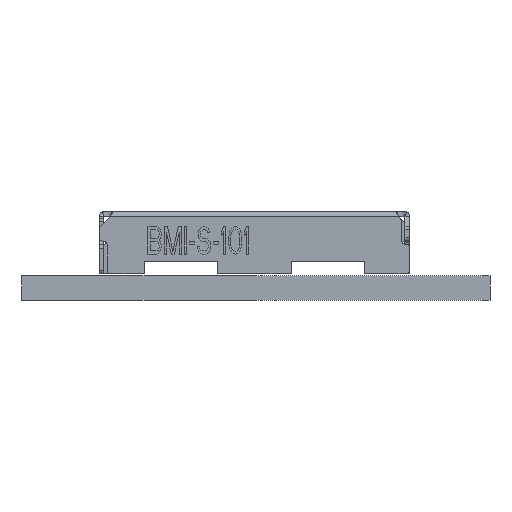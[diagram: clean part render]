
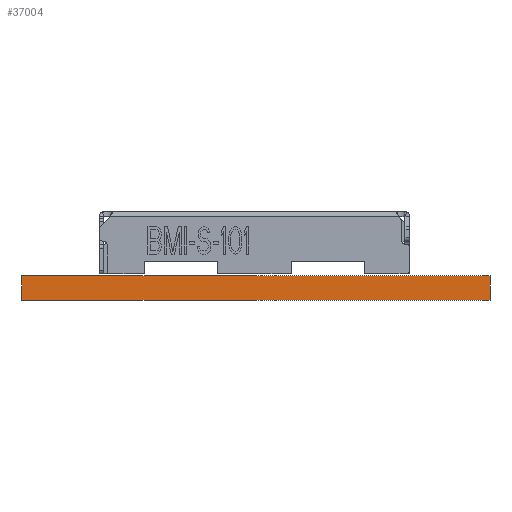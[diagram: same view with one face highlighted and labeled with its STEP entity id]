
A CAD part, front view. The second image highlights one B-rep face of the part: STEP entity #37004.
In plain terms, the highlighted planar face has unit normal (0, -1, 0).
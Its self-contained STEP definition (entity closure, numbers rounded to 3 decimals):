
#34109 = PLANE('',#34110);
#34110 = AXIS2_PLACEMENT_3D('',#34111,#34112,#34113);
#34111 = CARTESIAN_POINT('',(0.065,4.224,1.));
#34112 = DIRECTION('',(-0.,-0.,-1.));
#34113 = DIRECTION('',(-1.,0.,0.));
#34163 = PLANE('',#34164);
#34164 = AXIS2_PLACEMENT_3D('',#34165,#34166,#34167);
#34165 = CARTESIAN_POINT('',(0.065,4.224,0.));
#34166 = DIRECTION('',(-0.,-0.,-1.));
#34167 = DIRECTION('',(-1.,0.,0.));
#36891 = PLANE('',#36892);
#36892 = AXIS2_PLACEMENT_3D('',#36893,#36894,#36895);
#36893 = CARTESIAN_POINT('',(9.63,-7.6,0.));
#36894 = DIRECTION('',(1.,0.,-0.));
#36895 = DIRECTION('',(0.,-1.,0.));
#36934 = VERTEX_POINT('',#36935);
#36935 = CARTESIAN_POINT('',(9.63,-8.5,1.));
#36956 = EDGE_CURVE('',#36957,#36934,#36959,.T.);
#36957 = VERTEX_POINT('',#36958);
#36958 = CARTESIAN_POINT('',(9.63,-8.5,0.));
#36959 = SURFACE_CURVE('',#36960,(#36964,#36971),.PCURVE_S1.);
#36960 = LINE('',#36961,#36962);
#36961 = CARTESIAN_POINT('',(9.63,-8.5,0.));
#36962 = VECTOR('',#36963,1.);
#36963 = DIRECTION('',(0.,0.,1.));
#36964 = PCURVE('',#36891,#36965);
#36965 = DEFINITIONAL_REPRESENTATION('',(#36966),#36970);
#36966 = LINE('',#36967,#36968);
#36967 = CARTESIAN_POINT('',(0.9,0.));
#36968 = VECTOR('',#36969,1.);
#36969 = DIRECTION('',(0.,-1.));
#36970 = ( GEOMETRIC_REPRESENTATION_CONTEXT(2) 
PARAMETRIC_REPRESENTATION_CONTEXT() REPRESENTATION_CONTEXT('2D SPACE',''
  ) );
#36971 = PCURVE('',#36972,#36977);
#36972 = PLANE('',#36973);
#36973 = AXIS2_PLACEMENT_3D('',#36974,#36975,#36976);
#36974 = CARTESIAN_POINT('',(9.63,-8.5,0.));
#36975 = DIRECTION('',(0.,-1.,0.));
#36976 = DIRECTION('',(-1.,0.,0.));
#36977 = DEFINITIONAL_REPRESENTATION('',(#36978),#36982);
#36978 = LINE('',#36979,#36980);
#36979 = CARTESIAN_POINT('',(0.,-0.));
#36980 = VECTOR('',#36981,1.);
#36981 = DIRECTION('',(0.,-1.));
#36982 = ( GEOMETRIC_REPRESENTATION_CONTEXT(2) 
PARAMETRIC_REPRESENTATION_CONTEXT() REPRESENTATION_CONTEXT('2D SPACE',''
  ) );
#37004 = ADVANCED_FACE('',(#37005),#36972,.T.);
#37005 = FACE_BOUND('',#37006,.T.);
#37006 = EDGE_LOOP('',(#37007,#37008,#37031,#37059));
#37007 = ORIENTED_EDGE('',*,*,#36956,.T.);
#37008 = ORIENTED_EDGE('',*,*,#37009,.T.);
#37009 = EDGE_CURVE('',#36934,#37010,#37012,.T.);
#37010 = VERTEX_POINT('',#37011);
#37011 = CARTESIAN_POINT('',(-9.5,-8.5,1.));
#37012 = SURFACE_CURVE('',#37013,(#37017,#37024),.PCURVE_S1.);
#37013 = LINE('',#37014,#37015);
#37014 = CARTESIAN_POINT('',(9.63,-8.5,1.));
#37015 = VECTOR('',#37016,1.);
#37016 = DIRECTION('',(-1.,0.,0.));
#37017 = PCURVE('',#36972,#37018);
#37018 = DEFINITIONAL_REPRESENTATION('',(#37019),#37023);
#37019 = LINE('',#37020,#37021);
#37020 = CARTESIAN_POINT('',(0.,-1.));
#37021 = VECTOR('',#37022,1.);
#37022 = DIRECTION('',(1.,0.));
#37023 = ( GEOMETRIC_REPRESENTATION_CONTEXT(2) 
PARAMETRIC_REPRESENTATION_CONTEXT() REPRESENTATION_CONTEXT('2D SPACE',''
  ) );
#37024 = PCURVE('',#34109,#37025);
#37025 = DEFINITIONAL_REPRESENTATION('',(#37026),#37030);
#37026 = LINE('',#37027,#37028);
#37027 = CARTESIAN_POINT('',(-9.565,-12.724));
#37028 = VECTOR('',#37029,1.);
#37029 = DIRECTION('',(1.,0.));
#37030 = ( GEOMETRIC_REPRESENTATION_CONTEXT(2) 
PARAMETRIC_REPRESENTATION_CONTEXT() REPRESENTATION_CONTEXT('2D SPACE',''
  ) );
#37031 = ORIENTED_EDGE('',*,*,#37032,.F.);
#37032 = EDGE_CURVE('',#37033,#37010,#37035,.T.);
#37033 = VERTEX_POINT('',#37034);
#37034 = CARTESIAN_POINT('',(-9.5,-8.5,0.));
#37035 = SURFACE_CURVE('',#37036,(#37040,#37047),.PCURVE_S1.);
#37036 = LINE('',#37037,#37038);
#37037 = CARTESIAN_POINT('',(-9.5,-8.5,0.));
#37038 = VECTOR('',#37039,1.);
#37039 = DIRECTION('',(0.,0.,1.));
#37040 = PCURVE('',#36972,#37041);
#37041 = DEFINITIONAL_REPRESENTATION('',(#37042),#37046);
#37042 = LINE('',#37043,#37044);
#37043 = CARTESIAN_POINT('',(19.13,0.));
#37044 = VECTOR('',#37045,1.);
#37045 = DIRECTION('',(0.,-1.));
#37046 = ( GEOMETRIC_REPRESENTATION_CONTEXT(2) 
PARAMETRIC_REPRESENTATION_CONTEXT() REPRESENTATION_CONTEXT('2D SPACE',''
  ) );
#37047 = PCURVE('',#37048,#37053);
#37048 = PLANE('',#37049);
#37049 = AXIS2_PLACEMENT_3D('',#37050,#37051,#37052);
#37050 = CARTESIAN_POINT('',(-9.5,-8.5,0.));
#37051 = DIRECTION('',(-1.,0.,0.));
#37052 = DIRECTION('',(0.,1.,0.));
#37053 = DEFINITIONAL_REPRESENTATION('',(#37054),#37058);
#37054 = LINE('',#37055,#37056);
#37055 = CARTESIAN_POINT('',(0.,0.));
#37056 = VECTOR('',#37057,1.);
#37057 = DIRECTION('',(0.,-1.));
#37058 = ( GEOMETRIC_REPRESENTATION_CONTEXT(2) 
PARAMETRIC_REPRESENTATION_CONTEXT() REPRESENTATION_CONTEXT('2D SPACE',''
  ) );
#37059 = ORIENTED_EDGE('',*,*,#37060,.F.);
#37060 = EDGE_CURVE('',#36957,#37033,#37061,.T.);
#37061 = SURFACE_CURVE('',#37062,(#37066,#37073),.PCURVE_S1.);
#37062 = LINE('',#37063,#37064);
#37063 = CARTESIAN_POINT('',(9.63,-8.5,0.));
#37064 = VECTOR('',#37065,1.);
#37065 = DIRECTION('',(-1.,0.,0.));
#37066 = PCURVE('',#36972,#37067);
#37067 = DEFINITIONAL_REPRESENTATION('',(#37068),#37072);
#37068 = LINE('',#37069,#37070);
#37069 = CARTESIAN_POINT('',(0.,-0.));
#37070 = VECTOR('',#37071,1.);
#37071 = DIRECTION('',(1.,0.));
#37072 = ( GEOMETRIC_REPRESENTATION_CONTEXT(2) 
PARAMETRIC_REPRESENTATION_CONTEXT() REPRESENTATION_CONTEXT('2D SPACE',''
  ) );
#37073 = PCURVE('',#34163,#37074);
#37074 = DEFINITIONAL_REPRESENTATION('',(#37075),#37079);
#37075 = LINE('',#37076,#37077);
#37076 = CARTESIAN_POINT('',(-9.565,-12.724));
#37077 = VECTOR('',#37078,1.);
#37078 = DIRECTION('',(1.,0.));
#37079 = ( GEOMETRIC_REPRESENTATION_CONTEXT(2) 
PARAMETRIC_REPRESENTATION_CONTEXT() REPRESENTATION_CONTEXT('2D SPACE',''
  ) );
